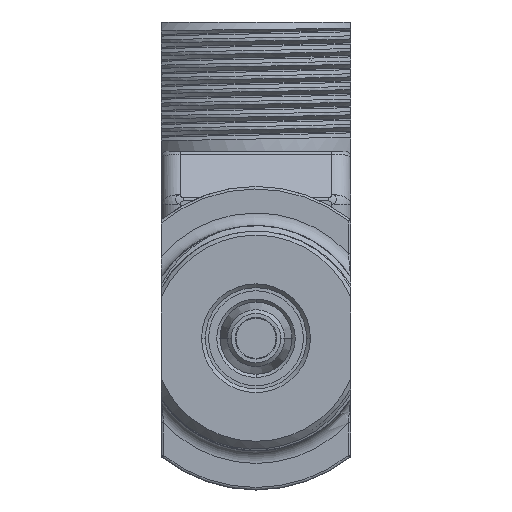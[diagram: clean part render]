
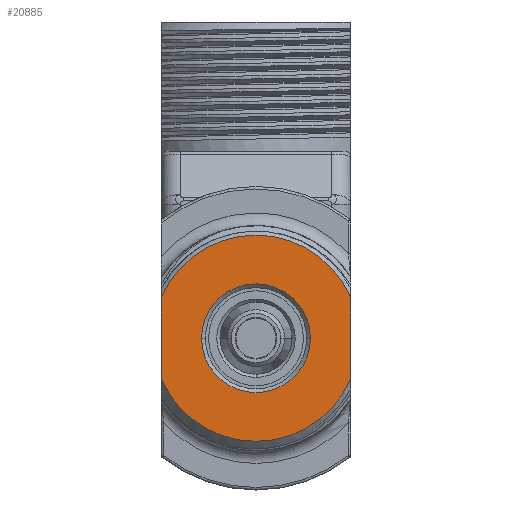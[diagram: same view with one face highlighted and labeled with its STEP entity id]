
A CAD part, front view. The second image highlights one B-rep face of the part: STEP entity #20885.
In plain terms, the highlighted planar face has unit normal (0, -1, 0).
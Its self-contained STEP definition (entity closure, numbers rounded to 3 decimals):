
#17665=CARTESIAN_POINT('',(0.,-12.8,0.));
#17666=DIRECTION('',(0.,1.,0.));
#17667=DIRECTION('',(-1.,0.,0.));
#17668=AXIS2_PLACEMENT_3D('',#17665,#17666,#17667);
#17670=CARTESIAN_POINT('',(0.,-12.8,0.));
#17671=DIRECTION('',(0.,1.,0.));
#17672=DIRECTION('',(1.,0.,0.));
#17673=AXIS2_PLACEMENT_3D('',#17670,#17671,#17672);
#17675=CARTESIAN_POINT('',(0.,-12.8,0.));
#17676=DIRECTION('',(0.,-1.,0.));
#17677=DIRECTION('',(-0.92,0.,-0.391));
#17678=AXIS2_PLACEMENT_3D('',#17675,#17676,#17677);
#17680=DIRECTION('',(0.,0.,1.));
#17681=VECTOR('',#17680,6.379);
#17682=CARTESIAN_POINT('',(-7.5,-12.8,
-3.189));
#17683=LINE('',#17682,#17681);
#17684=CARTESIAN_POINT('',(0.,-12.8,0.));
#17685=DIRECTION('',(0.,-1.,0.));
#17686=DIRECTION('',(0.92,0.,0.391));
#17687=AXIS2_PLACEMENT_3D('',#17684,#17685,#17686);
#17689=DIRECTION('',(0.,0.,-1.));
#17690=VECTOR('',#17689,6.379);
#17691=CARTESIAN_POINT('',(7.5,-12.8,
3.189));
#17692=LINE('',#17691,#17690);
#20835=CARTESIAN_POINT('',(-7.5,-12.8,-3.189));
#20836=CARTESIAN_POINT('',(7.5,-12.8,-3.189));
#20837=VERTEX_POINT('',#20835);
#20838=VERTEX_POINT('',#20836);
#20839=CARTESIAN_POINT('',(7.5,-12.8,3.189));
#20840=CARTESIAN_POINT('',(-7.5,-12.8,3.189));
#20841=VERTEX_POINT('',#20839);
#20842=VERTEX_POINT('',#20840);
#20856=CARTESIAN_POINT('',(-4.3,-12.8,0.));
#20857=CARTESIAN_POINT('',(4.3,-12.8,0.));
#20858=VERTEX_POINT('',#20856);
#20859=VERTEX_POINT('',#20857);
#20864=CARTESIAN_POINT('',(0.,-12.8,0.));
#20865=DIRECTION('',(0.,1.,0.));
#20866=DIRECTION('',(1.,0.,0.));
#20867=AXIS2_PLACEMENT_3D('',#20864,#20865,#20866);
#20868=PLANE('',#20867);
#20870=ORIENTED_EDGE('',*,*,#20869,.F.);
#20872=ORIENTED_EDGE('',*,*,#20871,.T.);
#20874=ORIENTED_EDGE('',*,*,#20873,.F.);
#20876=ORIENTED_EDGE('',*,*,#20875,.T.);
#20877=EDGE_LOOP('',(#20870,#20872,#20874,#20876));
#20878=FACE_OUTER_BOUND('',#20877,.F.);
#20880=ORIENTED_EDGE('',*,*,#20879,.F.);
#20882=ORIENTED_EDGE('',*,*,#20881,.F.);
#20883=EDGE_LOOP('',(#20880,#20882));
#20884=FACE_BOUND('',#20883,.F.);
#20885=ADVANCED_FACE('',(#20878,#20884),#20868,.F.);
#17669=CIRCLE('',#17668,4.3);
#17674=CIRCLE('',#17673,4.3);
#17679=CIRCLE('',#17678,8.15);
#17688=CIRCLE('',#17687,8.15);
#20869=EDGE_CURVE('',#20837,#20838,#17679,.T.);
#20871=EDGE_CURVE('',#20837,#20842,#17683,.T.);
#20873=EDGE_CURVE('',#20841,#20842,#17688,.T.);
#20875=EDGE_CURVE('',#20841,#20838,#17692,.T.);
#20879=EDGE_CURVE('',#20858,#20859,#17669,.T.);
#20881=EDGE_CURVE('',#20859,#20858,#17674,.T.);
